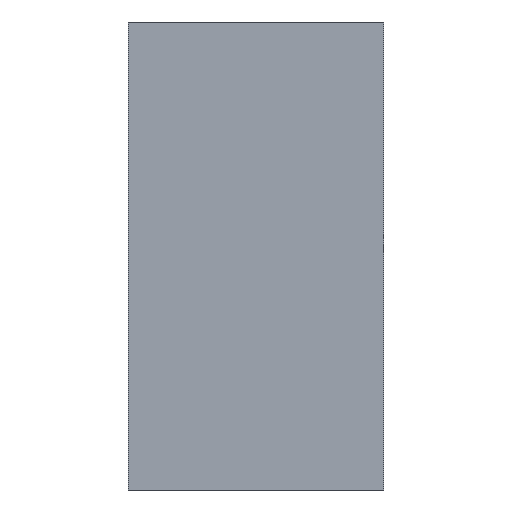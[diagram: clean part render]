
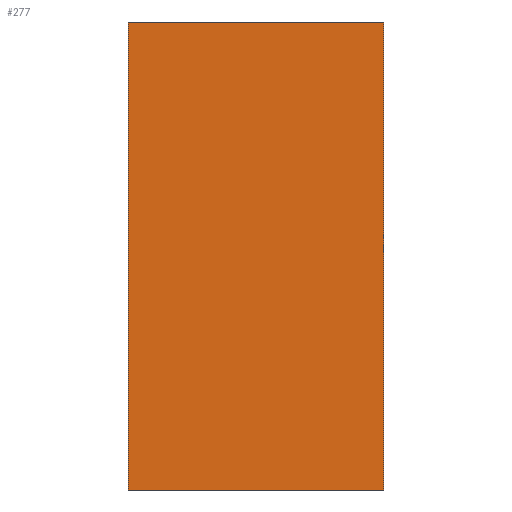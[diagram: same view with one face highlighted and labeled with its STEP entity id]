
A CAD part, front view. The second image highlights one B-rep face of the part: STEP entity #277.
In plain terms, the highlighted planar face has unit normal (0, -1, 0).
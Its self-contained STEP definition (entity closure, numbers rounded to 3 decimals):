
#25=PLANE('',#315);
#40=FACE_OUTER_BOUND('',#58,.T.);
#58=EDGE_LOOP('',(#220,#221,#222,#223));
#80=LINE('',#446,#106);
#81=LINE('',#449,#107);
#82=LINE('',#451,#108);
#83=LINE('',#452,#109);
#106=VECTOR('',#369,10.);
#107=VECTOR('',#372,10.);
#108=VECTOR('',#373,10.);
#109=VECTOR('',#374,10.);
#144=VERTEX_POINT('',#442);
#145=VERTEX_POINT('',#444);
#146=VERTEX_POINT('',#448);
#147=VERTEX_POINT('',#450);
#174=EDGE_CURVE('',#144,#145,#80,.T.);
#175=EDGE_CURVE('',#146,#144,#81,.T.);
#176=EDGE_CURVE('',#147,#145,#82,.T.);
#177=EDGE_CURVE('',#146,#147,#83,.T.);
#220=ORIENTED_EDGE('',*,*,#175,.T.);
#221=ORIENTED_EDGE('',*,*,#174,.T.);
#222=ORIENTED_EDGE('',*,*,#176,.F.);
#223=ORIENTED_EDGE('',*,*,#177,.F.);
#277=ADVANCED_FACE('',(#40),#25,.T.);
#315=AXIS2_PLACEMENT_3D('',#447,#370,#371);
#369=DIRECTION('',(-1.,0.,0.));
#370=DIRECTION('center_axis',(0.,-1.,0.));
#371=DIRECTION('ref_axis',(0.,0.,1.));
#372=DIRECTION('',(0.,0.,1.));
#373=DIRECTION('',(0.,0.,1.));
#374=DIRECTION('',(-1.,0.,0.));
#442=CARTESIAN_POINT('',(282.,42.,8.));
#444=CARTESIAN_POINT('',(264.,42.,8.));
#446=CARTESIAN_POINT('',(282.,42.,8.));
#447=CARTESIAN_POINT('Origin',(282.,42.,-25.));
#448=CARTESIAN_POINT('',(282.,42.,-25.));
#449=CARTESIAN_POINT('',(282.,42.,-25.));
#450=CARTESIAN_POINT('',(264.,42.,-25.));
#451=CARTESIAN_POINT('',(264.,42.,-25.));
#452=CARTESIAN_POINT('',(282.,42.,-25.));
